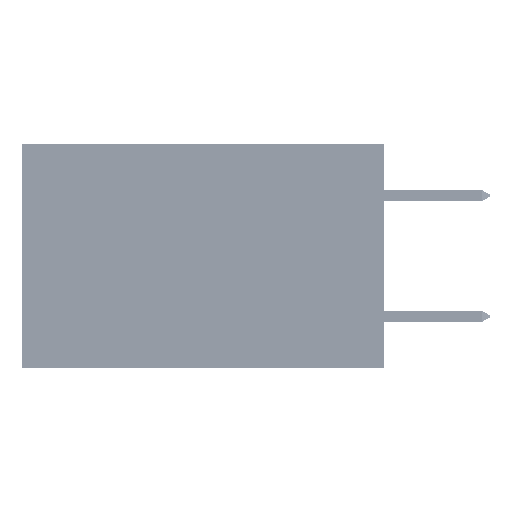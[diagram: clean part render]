
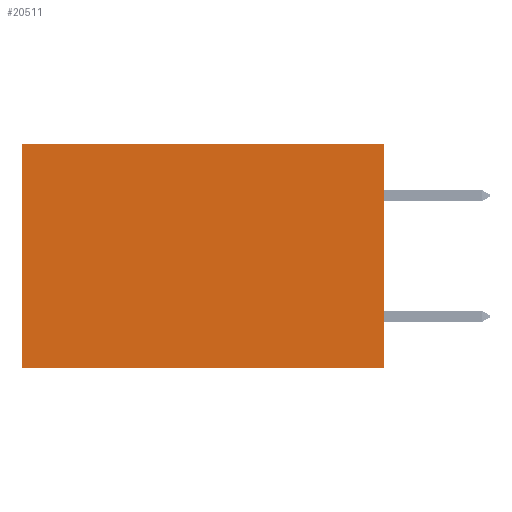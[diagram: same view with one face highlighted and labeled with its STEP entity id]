
A CAD part, left-side view. The second image highlights one B-rep face of the part: STEP entity #20511.
In plain terms, the highlighted planar face has unit normal (-1, 0, 0).
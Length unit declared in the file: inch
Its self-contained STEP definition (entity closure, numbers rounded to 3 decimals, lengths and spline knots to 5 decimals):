
#659 = CARTESIAN_POINT ( 'NONE',  ( 0.2875, 0., 0. ) ) ;
#2240 = VERTEX_POINT ( 'NONE', #40320 ) ;
#4207 = VECTOR ( 'NONE', #28054, 39.37008 ) ;
#4257 = EDGE_CURVE ( 'NONE', #12234, #2240, #32218, .T. ) ;
#6110 = CARTESIAN_POINT ( 'NONE',  ( 0.2875, 0., -0.37 ) ) ;
#9667 = ORIENTED_EDGE ( 'NONE', *, *, #4257, .F. ) ;
#9928 = ORIENTED_EDGE ( 'NONE', *, *, #43832, .T. ) ;
#10018 = VERTEX_POINT ( 'NONE', #24156 ) ;
#10302 = LINE ( 'NONE', #659, #4207 ) ;
#10566 = ORIENTED_EDGE ( 'NONE', *, *, #44014, .T. ) ;
#11174 = CARTESIAN_POINT ( 'NONE',  ( 0.2875, 0., 0. ) ) ;
#12114 = AXIS2_PLACEMENT_3D ( 'NONE', #11174, #15071, #42297 ) ;
#12234 = VERTEX_POINT ( 'NONE', #18619 ) ;
#13758 = DIRECTION ( 'NONE',  ( 0., 1., 0. ) ) ;
#14060 = VECTOR ( 'NONE', #19727, 39.37008 ) ;
#14896 = PLANE ( 'NONE',  #12114 ) ;
#15071 = DIRECTION ( 'NONE',  ( 1., 0., 0. ) ) ;
#15265 = CARTESIAN_POINT ( 'NONE',  ( 0.2875, 0., 0. ) ) ;
#16135 = CARTESIAN_POINT ( 'NONE',  ( 0.2875, 0.6, 0. ) ) ;
#16621 = EDGE_LOOP ( 'NONE', ( #10566, #9667, #44114, #9928 ) ) ;
#18619 = CARTESIAN_POINT ( 'NONE',  ( 0.2875, 0., -0.37 ) ) ;
#19727 = DIRECTION ( 'NONE',  ( 0., 0., -1. ) ) ;
#20511 = ADVANCED_FACE ( 'NONE', ( #30209 ), #14896, .F. ) ;
#23274 = DIRECTION ( 'NONE',  ( 0., 1., 0. ) ) ;
#24156 = CARTESIAN_POINT ( 'NONE',  ( 0.2875, 0.6, 0. ) ) ;
#26689 = CARTESIAN_POINT ( 'NONE',  ( 0.2875, 0., 0. ) ) ;
#27497 = LINE ( 'NONE', #26689, #48164 ) ;
#28054 = DIRECTION ( 'NONE',  ( 0., 0., -1. ) ) ;
#29349 = LINE ( 'NONE', #16135, #14060 ) ;
#30209 = FACE_OUTER_BOUND ( 'NONE', #16621, .T. ) ;
#30996 = VECTOR ( 'NONE', #13758, 39.37008 ) ;
#32218 = LINE ( 'NONE', #6110, #30996 ) ;
#39051 = EDGE_CURVE ( 'NONE', #46272, #12234, #10302, .T. ) ;
#40320 = CARTESIAN_POINT ( 'NONE',  ( 0.2875, 0.6, -0.37 ) ) ;
#42297 = DIRECTION ( 'NONE',  ( 0., 0., -1. ) ) ;
#43832 = EDGE_CURVE ( 'NONE', #46272, #10018, #27497, .T. ) ;
#44014 = EDGE_CURVE ( 'NONE', #10018, #2240, #29349, .T. ) ;
#44114 = ORIENTED_EDGE ( 'NONE', *, *, #39051, .F. ) ;
#46272 = VERTEX_POINT ( 'NONE', #15265 ) ;
#48164 = VECTOR ( 'NONE', #23274, 39.37008 ) ;
